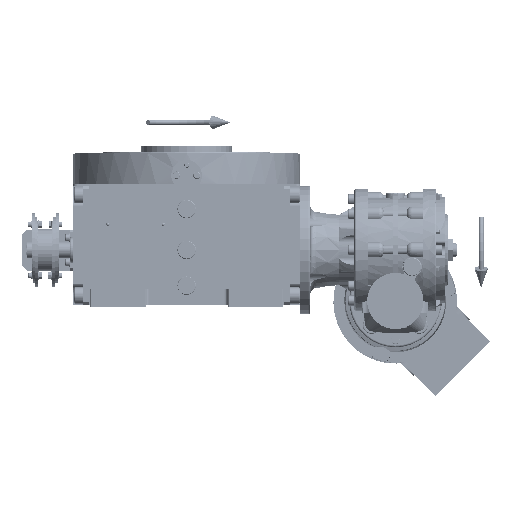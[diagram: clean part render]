
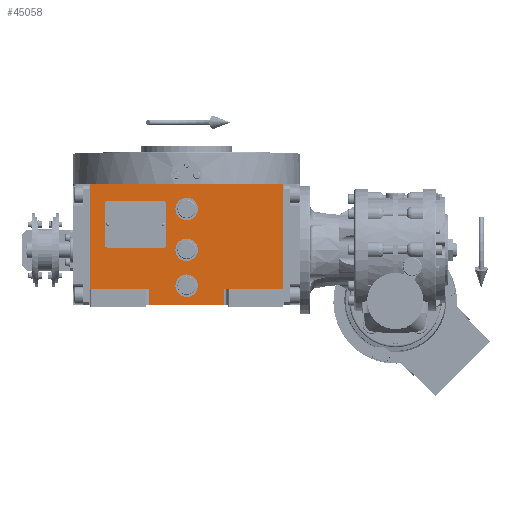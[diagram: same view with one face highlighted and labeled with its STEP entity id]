
A CAD part, top view. The second image highlights one B-rep face of the part: STEP entity #45058.
In plain terms, the highlighted planar face has unit normal (0, 0, 1).
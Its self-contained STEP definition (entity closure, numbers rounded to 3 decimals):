
#763 = CARTESIAN_POINT ( 'NONE',  ( -94.5, -38.5, 163.5 ) ) ;
#2721 = CARTESIAN_POINT ( 'NONE',  ( 0., 40., 163.5 ) ) ;
#2961 = LINE ( 'NONE', #84973, #135661 ) ;
#4745 = CARTESIAN_POINT ( 'NONE',  ( 94.5, -38.5, 163.5 ) ) ;
#5805 = VERTEX_POINT ( 'NONE', #43383 ) ;
#6340 = CARTESIAN_POINT ( 'NONE',  ( -94.5, -38.5, 163.5 ) ) ;
#9052 = CIRCLE ( 'NONE', #131422, 11. ) ;
#13570 = AXIS2_PLACEMENT_3D ( 'NONE', #159245, #160128, #78146 ) ;
#13722 = ORIENTED_EDGE ( 'NONE', *, *, #67681, .T. ) ;
#14847 = ORIENTED_EDGE ( 'NONE', *, *, #28400, .F. ) ;
#15006 = CARTESIAN_POINT ( 'NONE',  ( -11., 0., 163.5 ) ) ;
#15860 = VERTEX_POINT ( 'NONE', #81316 ) ;
#16473 = VERTEX_POINT ( 'NONE', #129685 ) ;
#16583 = EDGE_CURVE ( 'NONE', #131378, #34851, #91395, .T. ) ;
#17491 = LINE ( 'NONE', #166352, #40686 ) ;
#17638 = DIRECTION ( 'NONE',  ( 1., 0., 0. ) ) ;
#24009 = EDGE_CURVE ( 'NONE', #66996, #34851, #137438, .T. ) ;
#24205 = DIRECTION ( 'NONE',  ( 1., 0., 0. ) ) ;
#25054 = CIRCLE ( 'NONE', #147421, 11. ) ;
#26552 = EDGE_CURVE ( 'NONE', #15860, #16473, #103993, .T. ) ;
#27534 = DIRECTION ( 'NONE',  ( 1., 0., 0. ) ) ;
#28400 = EDGE_CURVE ( 'NONE', #131378, #83512, #2961, .T. ) ;
#28846 = CARTESIAN_POINT ( 'NONE',  ( 94.5, 64.5, 163.5 ) ) ;
#30228 = LINE ( 'NONE', #763, #74723 ) ;
#32800 = DIRECTION ( 'NONE',  ( -1., 0., 0. ) ) ;
#34851 = VERTEX_POINT ( 'NONE', #129158 ) ;
#36814 = DIRECTION ( 'NONE',  ( 1., 0., 0. ) ) ;
#38540 = AXIS2_PLACEMENT_3D ( 'NONE', #87112, #169979, #17638 ) ;
#38844 = CARTESIAN_POINT ( 'NONE',  ( -37., -53.5, 163.5 ) ) ;
#39146 = CARTESIAN_POINT ( 'NONE',  ( -94.5, -53.5, 163.5 ) ) ;
#39541 = EDGE_CURVE ( 'NONE', #69772, #88945, #56342, .T. ) ;
#40686 = VECTOR ( 'NONE', #152094, 1000. ) ;
#41775 = EDGE_CURVE ( 'NONE', #65208, #63945, #127485, .T. ) ;
#41962 = VECTOR ( 'NONE', #65545, 1000. ) ;
#43383 = CARTESIAN_POINT ( 'NONE',  ( -11., -35., 163.5 ) ) ;
#44707 = EDGE_CURVE ( 'NONE', #127250, #5805, #9052, .T. ) ;
#45058 = ADVANCED_FACE ( 'NONE', ( #162961, #161186, #105930, #147848 ), #54263, .T. ) ;
#46145 = DIRECTION ( 'NONE',  ( 0., 0., 1. ) ) ;
#50388 = ORIENTED_EDGE ( 'NONE', *, *, #71371, .F. ) ;
#54263 = PLANE ( 'NONE',  #117304 ) ;
#56342 = CIRCLE ( 'NONE', #13570, 11. ) ;
#56539 = ORIENTED_EDGE ( 'NONE', *, *, #24009, .F. ) ;
#58476 = VECTOR ( 'NONE', #73207, 1000. ) ;
#59801 = CARTESIAN_POINT ( 'NONE',  ( -94.5, 64.5, 163.5 ) ) ;
#60504 = LINE ( 'NONE', #89859, #163793 ) ;
#60894 = DIRECTION ( 'NONE',  ( 0., 1., 0. ) ) ;
#63945 = VERTEX_POINT ( 'NONE', #28846 ) ;
#65208 = VERTEX_POINT ( 'NONE', #169578 ) ;
#65545 = DIRECTION ( 'NONE',  ( 1., 0., 0. ) ) ;
#66996 = VERTEX_POINT ( 'NONE', #87870 ) ;
#67681 = EDGE_CURVE ( 'NONE', #117142, #63945, #60504, .T. ) ;
#68932 = EDGE_LOOP ( 'NONE', ( #146693, #50388 ) ) ;
#69772 = VERTEX_POINT ( 'NONE', #88389 ) ;
#71371 = EDGE_CURVE ( 'NONE', #88945, #69772, #134366, .T. ) ;
#71475 = EDGE_CURVE ( 'NONE', #162543, #83512, #17491, .T. ) ;
#71513 = ORIENTED_EDGE ( 'NONE', *, *, #26552, .F. ) ;
#73138 = DIRECTION ( 'NONE',  ( 1., 0., 0. ) ) ;
#73207 = DIRECTION ( 'NONE',  ( 0., -1., 0. ) ) ;
#74723 = VECTOR ( 'NONE', #138900, 1000. ) ;
#78146 = DIRECTION ( 'NONE',  ( 1., 0., 0. ) ) ;
#80105 = DIRECTION ( 'NONE',  ( 0., 0., 1. ) ) ;
#80363 = AXIS2_PLACEMENT_3D ( 'NONE', #115650, #161944, #173569 ) ;
#80518 = EDGE_LOOP ( 'NONE', ( #87340, #56539, #170907, #13722, #141149, #140142, #124418, #14847 ) ) ;
#81140 = ORIENTED_EDGE ( 'NONE', *, *, #44707, .F. ) ;
#81187 = DIRECTION ( 'NONE',  ( 0., 0., 1. ) ) ;
#81316 = CARTESIAN_POINT ( 'NONE',  ( 11., 40., 163.5 ) ) ;
#82490 = EDGE_CURVE ( 'NONE', #66996, #117142, #141098, .T. ) ;
#83512 = VERTEX_POINT ( 'NONE', #145650 ) ;
#83867 = DIRECTION ( 'NONE',  ( -1., 0., 0. ) ) ;
#84973 = CARTESIAN_POINT ( 'NONE',  ( -37., -53.5, 163.5 ) ) ;
#87112 = CARTESIAN_POINT ( 'NONE',  ( 0., 40., 163.5 ) ) ;
#87231 = DIRECTION ( 'NONE',  ( 0., 1., 0. ) ) ;
#87340 = ORIENTED_EDGE ( 'NONE', *, *, #16583, .T. ) ;
#87870 = CARTESIAN_POINT ( 'NONE',  ( 37., -38.5, 163.5 ) ) ;
#88389 = CARTESIAN_POINT ( 'NONE',  ( 11., 0., 163.5 ) ) ;
#88945 = VERTEX_POINT ( 'NONE', #15006 ) ;
#89859 = CARTESIAN_POINT ( 'NONE',  ( 94.5, -38.5, 163.5 ) ) ;
#91395 = LINE ( 'NONE', #38844, #41962 ) ;
#92758 = CARTESIAN_POINT ( 'NONE',  ( 0., -35., 163.5 ) ) ;
#97995 = EDGE_CURVE ( 'NONE', #5805, #127250, #165023, .T. ) ;
#103993 = CIRCLE ( 'NONE', #38540, 11. ) ;
#105930 = FACE_BOUND ( 'NONE', #119304, .T. ) ;
#111788 = EDGE_CURVE ( 'NONE', #16473, #15860, #25054, .T. ) ;
#115650 = CARTESIAN_POINT ( 'NONE',  ( 0., 0., 163.5 ) ) ;
#116609 = AXIS2_PLACEMENT_3D ( 'NONE', #168222, #46145, #32800 ) ;
#116649 = VECTOR ( 'NONE', #36814, 1000. ) ;
#117142 = VERTEX_POINT ( 'NONE', #4745 ) ;
#117304 = AXIS2_PLACEMENT_3D ( 'NONE', #39146, #80105, #27534 ) ;
#118479 = ORIENTED_EDGE ( 'NONE', *, *, #97995, .F. ) ;
#119304 = EDGE_LOOP ( 'NONE', ( #71513, #166584 ) ) ;
#124418 = ORIENTED_EDGE ( 'NONE', *, *, #71475, .T. ) ;
#127051 = EDGE_LOOP ( 'NONE', ( #81140, #118479 ) ) ;
#127250 = VERTEX_POINT ( 'NONE', #155444 ) ;
#127485 = LINE ( 'NONE', #59801, #168126 ) ;
#129158 = CARTESIAN_POINT ( 'NONE',  ( 37., -53.5, 163.5 ) ) ;
#129685 = CARTESIAN_POINT ( 'NONE',  ( -11., 40., 163.5 ) ) ;
#131378 = VERTEX_POINT ( 'NONE', #149280 ) ;
#131422 = AXIS2_PLACEMENT_3D ( 'NONE', #92758, #81187, #24205 ) ;
#134366 = CIRCLE ( 'NONE', #80363, 11. ) ;
#135661 = VECTOR ( 'NONE', #60894, 1000. ) ;
#137438 = LINE ( 'NONE', #140078, #58476 ) ;
#138900 = DIRECTION ( 'NONE',  ( 0., 1., 0. ) ) ;
#140078 = CARTESIAN_POINT ( 'NONE',  ( 37., -38.5, 163.5 ) ) ;
#140142 = ORIENTED_EDGE ( 'NONE', *, *, #169725, .F. ) ;
#141098 = LINE ( 'NONE', #143742, #116649 ) ;
#141149 = ORIENTED_EDGE ( 'NONE', *, *, #41775, .F. ) ;
#143742 = CARTESIAN_POINT ( 'NONE',  ( 37., -38.5, 163.5 ) ) ;
#145650 = CARTESIAN_POINT ( 'NONE',  ( -37., -38.5, 163.5 ) ) ;
#146693 = ORIENTED_EDGE ( 'NONE', *, *, #39541, .F. ) ;
#147421 = AXIS2_PLACEMENT_3D ( 'NONE', #2721, #168481, #83867 ) ;
#147848 = FACE_OUTER_BOUND ( 'NONE', #80518, .T. ) ;
#149280 = CARTESIAN_POINT ( 'NONE',  ( -37., -53.5, 163.5 ) ) ;
#152094 = DIRECTION ( 'NONE',  ( 1., 0., 0. ) ) ;
#155444 = CARTESIAN_POINT ( 'NONE',  ( 11., -35., 163.5 ) ) ;
#159245 = CARTESIAN_POINT ( 'NONE',  ( 0., 0., 163.5 ) ) ;
#160128 = DIRECTION ( 'NONE',  ( 0., 0., 1. ) ) ;
#161186 = FACE_BOUND ( 'NONE', #127051, .T. ) ;
#161944 = DIRECTION ( 'NONE',  ( 0., 0., 1. ) ) ;
#162543 = VERTEX_POINT ( 'NONE', #6340 ) ;
#162961 = FACE_BOUND ( 'NONE', #68932, .T. ) ;
#163793 = VECTOR ( 'NONE', #87231, 1000. ) ;
#165023 = CIRCLE ( 'NONE', #116609, 11. ) ;
#166352 = CARTESIAN_POINT ( 'NONE',  ( -94.5, -38.5, 163.5 ) ) ;
#166584 = ORIENTED_EDGE ( 'NONE', *, *, #111788, .F. ) ;
#168126 = VECTOR ( 'NONE', #73138, 1000. ) ;
#168222 = CARTESIAN_POINT ( 'NONE',  ( 0., -35., 163.5 ) ) ;
#168481 = DIRECTION ( 'NONE',  ( 0., 0., 1. ) ) ;
#169578 = CARTESIAN_POINT ( 'NONE',  ( -94.5, 64.5, 163.5 ) ) ;
#169725 = EDGE_CURVE ( 'NONE', #162543, #65208, #30228, .T. ) ;
#169979 = DIRECTION ( 'NONE',  ( 0., 0., 1. ) ) ;
#170907 = ORIENTED_EDGE ( 'NONE', *, *, #82490, .T. ) ;
#173569 = DIRECTION ( 'NONE',  ( -1., 0., 0. ) ) ;
